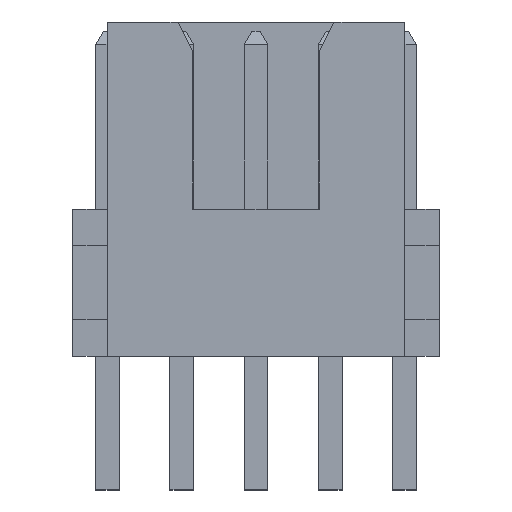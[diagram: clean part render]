
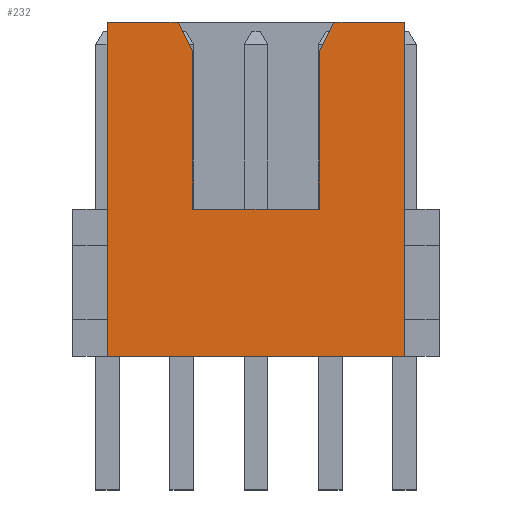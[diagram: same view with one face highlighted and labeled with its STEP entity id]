
A CAD part, top view. The second image highlights one B-rep face of the part: STEP entity #232.
In plain terms, the highlighted planar face has unit normal (0, 0, 1).
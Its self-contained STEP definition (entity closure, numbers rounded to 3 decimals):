
#232=ADVANCED_FACE('',(#623),#624,.T.);
#623=FACE_OUTER_BOUND('',#1190,.T.);
#624=PLANE('',#1191);
#1190=EDGE_LOOP('',(#1838,#1839,#1840,#1841,#1842,#1843,#1844,#1845,#1846,#1847));
#1191=AXIS2_PLACEMENT_3D('',#1848,#1849,#1850);
#1838=ORIENTED_EDGE('',*,*,#3319,.T.);
#1839=ORIENTED_EDGE('',*,*,#3345,.F.);
#1840=ORIENTED_EDGE('',*,*,#3315,.T.);
#1841=ORIENTED_EDGE('',*,*,#3357,.T.);
#1842=ORIENTED_EDGE('',*,*,#3292,.T.);
#1843=ORIENTED_EDGE('',*,*,#3343,.F.);
#1844=ORIENTED_EDGE('',*,*,#3324,.T.);
#1845=ORIENTED_EDGE('',*,*,#3329,.T.);
#1846=ORIENTED_EDGE('',*,*,#3358,.T.);
#1847=ORIENTED_EDGE('',*,*,#3333,.T.);
#1848=CARTESIAN_POINT('',(0.597,2.858,2.54));
#1849=DIRECTION('',(0.,0.0,1.0));
#1850=DIRECTION('',(0.0,-1.0,0.0));
#3292=EDGE_CURVE('',#3906,#3904,#3907,.T.);
#3315=EDGE_CURVE('',#3950,#3948,#3951,.T.);
#3319=EDGE_CURVE('',#3956,#3957,#3958,.T.);
#3324=EDGE_CURVE('',#3965,#3966,#3967,.T.);
#3329=EDGE_CURVE('',#3966,#3974,#3975,.T.);
#3333=EDGE_CURVE('',#3980,#3956,#3981,.T.);
#3343=EDGE_CURVE('',#3965,#3904,#3992,.T.);
#3345=EDGE_CURVE('',#3950,#3957,#3994,.T.);
#3357=EDGE_CURVE('',#3948,#3906,#4010,.T.);
#3358=EDGE_CURVE('',#3974,#3980,#4011,.T.);
#3904=VERTEX_POINT('',#4788);
#3906=VERTEX_POINT('',#4791);
#3907=LINE('',#4792,#4793);
#3948=VERTEX_POINT('',#4853);
#3950=VERTEX_POINT('',#4856);
#3951=LINE('',#4857,#4858);
#3956=VERTEX_POINT('',#4865);
#3957=VERTEX_POINT('',#4866);
#3958=LINE('',#4867,#4868);
#3965=VERTEX_POINT('',#4878);
#3966=VERTEX_POINT('',#4879);
#3967=LINE('',#4880,#4881);
#3974=VERTEX_POINT('',#4891);
#3975=LINE('',#4892,#4893);
#3980=VERTEX_POINT('',#4900);
#3981=LINE('',#4901,#4902);
#3992=LINE('',#4919,#4920);
#3994=LINE('',#4922,#4923);
#4010=LINE('',#4946,#4947);
#4011=LINE('',#4948,#4949);
#4788=CARTESIAN_POINT('',(5.677,5.715,2.54));
#4791=CARTESIAN_POINT('',(5.677,0.0,2.54));
#4792=CARTESIAN_POINT('',(5.677,5.715,2.54));
#4793=VECTOR('',#6095,1.0);
#4853=CARTESIAN_POINT('',(0.597,0.0,2.54));
#4856=CARTESIAN_POINT('',(0.597,5.715,2.54));
#4857=CARTESIAN_POINT('',(0.597,5.715,2.54));
#4858=VECTOR('',#6116,1.0);
#4865=CARTESIAN_POINT('',(2.057,5.207,2.54));
#4866=CARTESIAN_POINT('',(1.803,5.715,2.54));
#4867=CARTESIAN_POINT('',(2.318,4.686,2.54));
#4868=VECTOR('',#6119,1.0);
#4878=CARTESIAN_POINT('',(4.47,5.715,2.54));
#4879=CARTESIAN_POINT('',(4.216,5.207,2.54));
#4880=CARTESIAN_POINT('',(3.448,3.67,2.54));
#4881=VECTOR('',#6123,1.0);
#4891=CARTESIAN_POINT('',(4.216,2.515,2.54));
#4892=CARTESIAN_POINT('',(4.216,3.359,2.54));
#4893=VECTOR('',#6127,1.0);
#4900=CARTESIAN_POINT('',(2.057,2.515,2.54));
#4901=CARTESIAN_POINT('',(2.057,3.359,2.54));
#4902=VECTOR('',#6130,1.0);
#4919=CARTESIAN_POINT('',(0.597,5.715,2.54));
#4920=VECTOR('',#6137,1.0);
#4922=CARTESIAN_POINT('',(0.597,5.715,2.54));
#4923=VECTOR('',#6138,1.0);
#4946=CARTESIAN_POINT('',(0.597,0.0,2.54));
#4947=VECTOR('',#6146,1.0);
#4948=CARTESIAN_POINT('',(1.867,2.515,2.54));
#4949=VECTOR('',#6147,1.0);
#6095=DIRECTION('',(0.0,1.0,0.0));
#6116=DIRECTION('',(0.0,-1.0,0.0));
#6119=DIRECTION('',(-0.447,0.894,0.));
#6123=DIRECTION('',(-0.447,-0.894,0.));
#6127=DIRECTION('',(0.0,-1.0,0.0));
#6130=DIRECTION('',(0.0,1.0,0.0));
#6137=DIRECTION('',(1.0,0.0,0.));
#6138=DIRECTION('',(1.0,0.0,0.));
#6146=DIRECTION('',(1.0,0.0,0.));
#6147=DIRECTION('',(-1.0,-0.0,0.));
